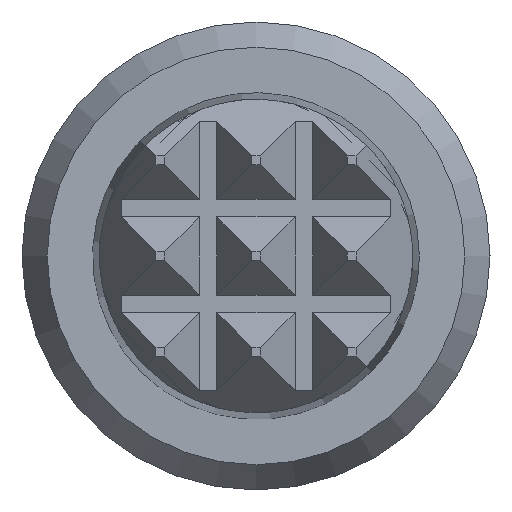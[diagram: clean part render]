
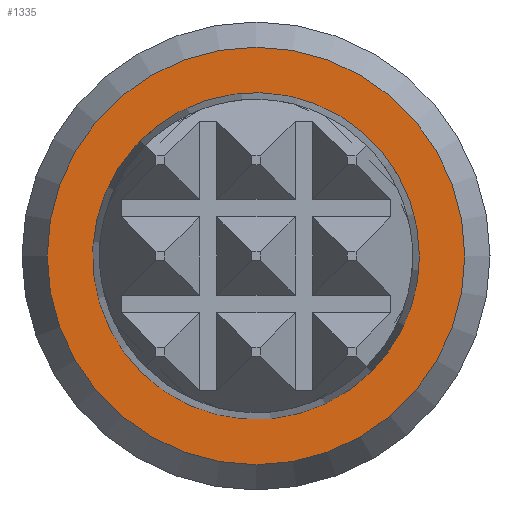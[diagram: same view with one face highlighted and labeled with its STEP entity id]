
A CAD part, left-side view. The second image highlights one B-rep face of the part: STEP entity #1335.
In plain terms, the highlighted planar face has unit normal (-1, 0, 0).
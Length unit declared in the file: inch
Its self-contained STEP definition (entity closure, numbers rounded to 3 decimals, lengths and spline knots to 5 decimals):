
#79 = FACE_OUTER_BOUND ( 'NONE', #469, .T. ) ;
#94 = CARTESIAN_POINT ( 'NONE',  ( -0.05651, 0.024, 0. ) ) ;
#147 = ORIENTED_EDGE ( 'NONE', *, *, #301, .T. ) ;
#174 = CARTESIAN_POINT ( 'NONE',  ( -0.05651, 0., 0. ) ) ;
#176 = CARTESIAN_POINT ( 'NONE',  ( -0.05651, 0., 0. ) ) ;
#301 = EDGE_CURVE ( 'NONE', #723, #723, #1099, .T. ) ;
#333 = DIRECTION ( 'NONE',  ( 0., -1., 0. ) ) ;
#388 = AXIS2_PLACEMENT_3D ( 'NONE', #174, #591, #822 ) ;
#469 = EDGE_LOOP ( 'NONE', ( #967 ) ) ;
#487 = DIRECTION ( 'NONE',  ( 0., 1., 0. ) ) ;
#509 = PLANE ( 'NONE',  #388 ) ;
#541 = CIRCLE ( 'NONE', #581, 0.024 ) ;
#581 = AXIS2_PLACEMENT_3D ( 'NONE', #176, #1041, #487 ) ;
#591 = DIRECTION ( 'NONE',  ( -1., 0., 0. ) ) ;
#702 = FACE_BOUND ( 'NONE', #973, .T. ) ;
#723 = VERTEX_POINT ( 'NONE', #1147 ) ;
#748 = EDGE_CURVE ( 'NONE', #1052, #1052, #541, .T. ) ;
#822 = DIRECTION ( 'NONE',  ( 0., -1., 0. ) ) ;
#941 = AXIS2_PLACEMENT_3D ( 'NONE', #1370, #1171, #333 ) ;
#967 = ORIENTED_EDGE ( 'NONE', *, *, #748, .F. ) ;
#973 = EDGE_LOOP ( 'NONE', ( #147 ) ) ;
#1041 = DIRECTION ( 'NONE',  ( 1., 0., 0. ) ) ;
#1052 = VERTEX_POINT ( 'NONE', #94 ) ;
#1099 = CIRCLE ( 'NONE', #941, 0.01878 ) ;
#1147 = CARTESIAN_POINT ( 'NONE',  ( -0.05651, -0.01878, 0. ) ) ;
#1171 = DIRECTION ( 'NONE',  ( 1., 0., 0. ) ) ;
#1335 = ADVANCED_FACE ( 'NONE', ( #702, #79 ), #509, .T. ) ;
#1370 = CARTESIAN_POINT ( 'NONE',  ( -0.05651, 0., 0. ) ) ;
